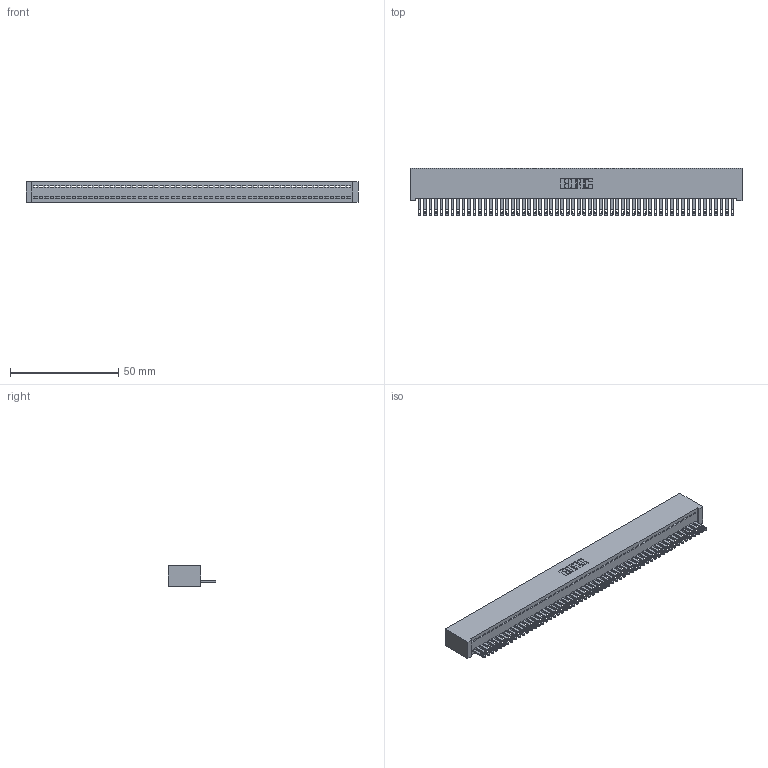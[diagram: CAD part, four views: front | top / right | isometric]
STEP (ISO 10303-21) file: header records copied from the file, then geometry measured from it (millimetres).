
FILE_DESCRIPTION (( 'STEP AP203' ), '1' );
FILE_NAME ('342-058-500-101.STEP', '2018-08-13T04:46:14', ( '' ), ( '' ), 'SwSTEP 2.0', 'SolidWorks 2016', '' );
FILE_SCHEMA (( 'CONFIG_CONTROL_DESIGN' ));
Length unit declared in the file: inch
Products named in the file (3): 342 Part_Lugless; 345-292-001_345-293-100; 342-058-500-101
Assembly tree (59 placements, depth 2):
  342-058-500-101
    342 Part_Lugless
    345-292-001_345-293-100  x58
Bounding box: 153.57 x 21.85 x 9.4 mm (x, y, z)
Volume: 13968.7 mm3; surface area: 21248.6 mm2
Topology: 59 solids, 59 shells, 3234 faces, 10019 edges, 6678 vertices
Faces by surface type: plane 2150, cylinder 1084
Entity records: 32909 total; most frequent: CARTESIAN_POINT 5680, ORIENTED_EDGE 5674, DIRECTION 4753, EDGE_CURVE 2837, LINE 2713, VECTOR 2713, VERTEX_POINT 1890, AXIS2_PLACEMENT_3D 1020
